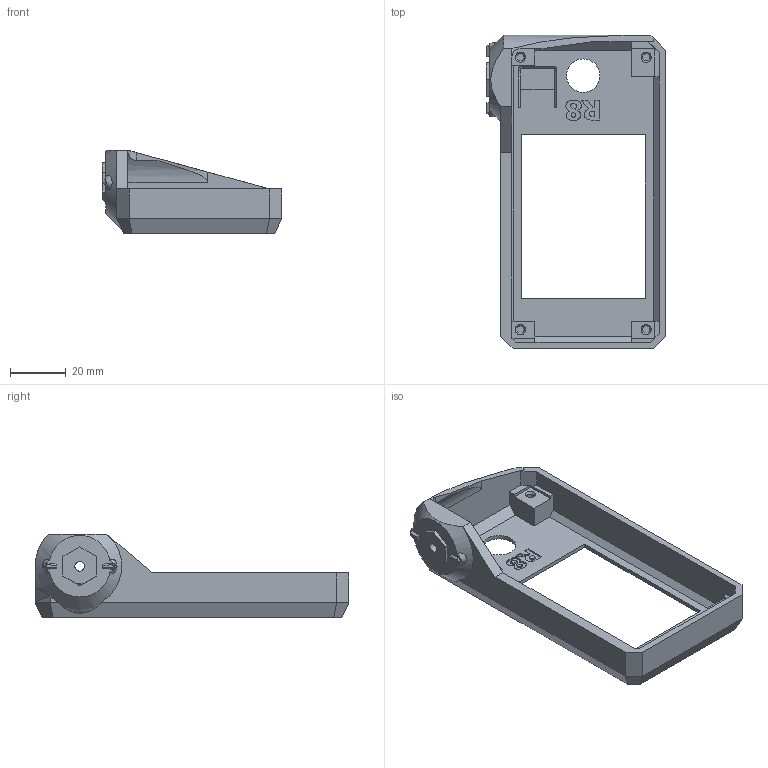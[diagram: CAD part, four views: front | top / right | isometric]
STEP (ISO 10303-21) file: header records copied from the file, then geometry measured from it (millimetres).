
FILE_DESCRIPTION(/* description */ (''),/* implementation_level */ '2;1');
FILE_NAME(/* name */ 'MINI-display-box.stp',/* time_stamp */ '2021-02-04T22:07:16+01:00',/* author */ ('Robert Turinsky'),/* organization */ (''),/* preprocessor_version */ 'ST-DEVELOPER v18.1',/* originating_system */ 'Autodesk Inventor 2021',/* authorisation */ '');
FILE_SCHEMA (('AUTOMOTIVE_DESIGN { 1 0 10303 214 3 1 1 }'));
Length unit declared in the file: millimetre
Products named in the file (1): display-box
Bounding box: 64.61 x 112.86 x 30 mm (x, y, z)
Volume: 24951.3 mm3; surface area: 19703.6 mm2
Topology: 1 solids, 1 shells, 183 faces, 479 edges, 311 vertices
Faces by surface type: plane 123, bspline 35, cylinder 14, cone 9, sphere 2
Full cylindrical faces by diameter (mm): 2.7 x4, 3.5 x1, 6.5 x1, 12 x1
Entity records: 6017 total; most frequent: CARTESIAN_POINT 1680, ORIENTED_EDGE 958, DIRECTION 752, EDGE_CURVE 479, LINE 350, VECTOR 350, VERTEX_POINT 311, EDGE_LOOP 204
